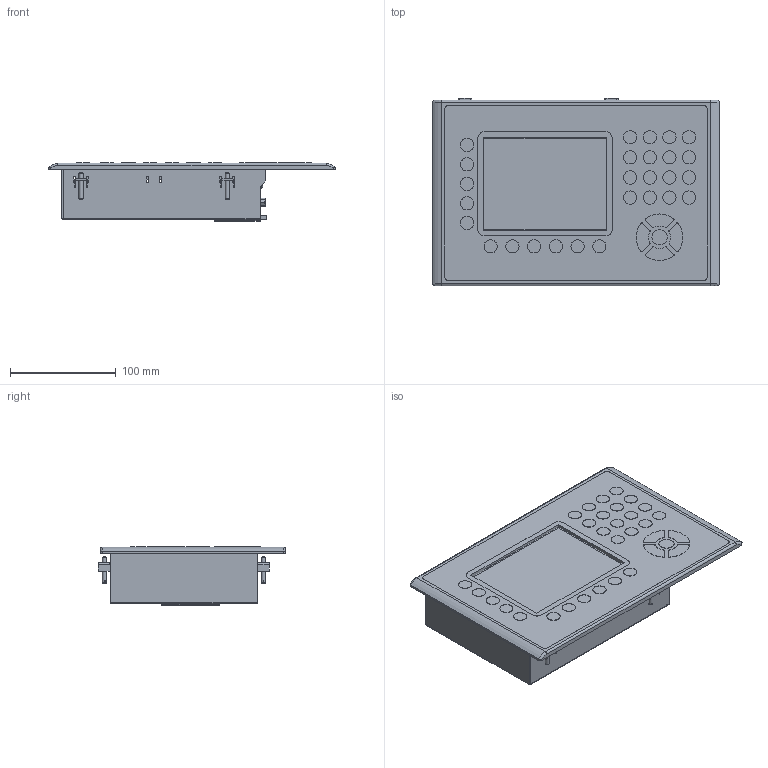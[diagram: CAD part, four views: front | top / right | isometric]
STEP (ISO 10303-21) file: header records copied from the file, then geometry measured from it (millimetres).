
FILE_DESCRIPTION(/* description */ ('OT205/V/BE2/512/LX'),/* implementation_level */ '2;1');
FILE_NAME(/* name */ 'M0017333003.stp',/* time_stamp */ '2019-03-04T12:59:53+01:00',/* author */ ('schwendm'),/* organization */ ('2019 Bachmann electronic GmbH'),/* preprocessor_version */ 'ST-DEVELOPER v15.2',/* originating_system */ 'Autodesk Inventor 2014',/* authorisation */ '-');
FILE_SCHEMA (('AUTOMOTIVE_DESIGN { 1 0 10303 214 3 1 1 }'));
Length unit declared in the file: millimetre
Products named in the file (1): M0017333003
Bounding box: 270.5 x 176.65 x 55.19 mm (x, y, z)
Volume: 530809.1 mm3; surface area: 300629.6 mm2
Topology: 20 solids, 20 shells, 1190 faces, 3006 edges, 1959 vertices
Faces by surface type: plane 794, cylinder 243, bspline 55, cone 53, torus 44, sphere 1
Full cylindrical faces by diameter (mm): 1 x13, 2 x2, 2.1 x3, 2.3 x2, 2.5 x3, 3.3 x4, 4 x11, 4.3 x2, 4.5 x2, 5.4 x1, 12.5 x27, 14.5 x1
Entity records: 36950 total; most frequent: CARTESIAN_POINT 6988, ORIENTED_EDGE 5844, DIRECTION 5712, EDGE_CURVE 2922, LINE 2168, VECTOR 2168, VERTEX_POINT 1956, AXIS2_PLACEMENT_3D 1772
